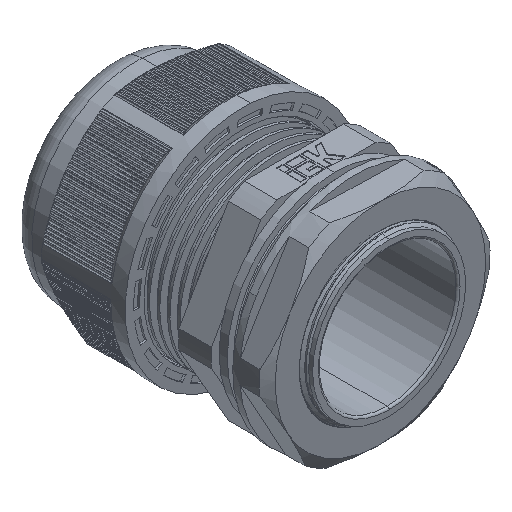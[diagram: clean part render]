
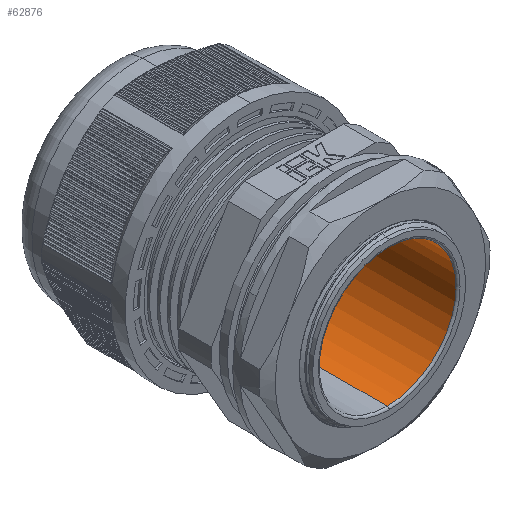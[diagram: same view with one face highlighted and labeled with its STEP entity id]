
A CAD part, isometric view. The second image highlights one B-rep face of the part: STEP entity #62876.
In plain terms, the highlighted cylindrical face has radius 17 mm (diameter 34 mm), a partial arc.
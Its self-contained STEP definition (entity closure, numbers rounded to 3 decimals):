
#183 = CARTESIAN_POINT ( 'NONE',  ( 0., 0.5, 0. ) ) ;
#2156 = DIRECTION ( 'NONE',  ( 0., 0., -1. ) ) ;
#7018 = CARTESIAN_POINT ( 'NONE',  ( 0., 37.5, 0. ) ) ;
#11638 = ORIENTED_EDGE ( 'NONE', *, *, #67531, .T. ) ;
#12254 = ORIENTED_EDGE ( 'NONE', *, *, #18368, .F. ) ;
#12318 = AXIS2_PLACEMENT_3D ( 'NONE', #7018, #63964, #13811 ) ;
#13811 = DIRECTION ( 'NONE',  ( 0., 0., -1. ) ) ;
#17759 = CARTESIAN_POINT ( 'NONE',  ( 0., 0.5, -17. ) ) ;
#18368 = EDGE_CURVE ( 'NONE', #19212, #26853, #60289, .T. ) ;
#18451 = CARTESIAN_POINT ( 'NONE',  ( 0., 37.5, -17. ) ) ;
#19212 = VERTEX_POINT ( 'NONE', #40526 ) ;
#22646 = AXIS2_PLACEMENT_3D ( 'NONE', #33664, #59554, #27273 ) ;
#25963 = DIRECTION ( 'NONE',  ( 0., -1., 0. ) ) ;
#26036 = DIRECTION ( 'NONE',  ( 0., -1., 0. ) ) ;
#26853 = VERTEX_POINT ( 'NONE', #71732 ) ;
#27273 = DIRECTION ( 'NONE',  ( 0., 0., -1. ) ) ;
#28103 = DIRECTION ( 'NONE',  ( 0., -1., 0. ) ) ;
#32890 = CIRCLE ( 'NONE', #54540, 17. ) ;
#33664 = CARTESIAN_POINT ( 'NONE',  ( 0., 0., 0. ) ) ;
#33985 = CIRCLE ( 'NONE', #12318, 17. ) ;
#35182 = VECTOR ( 'NONE', #25963, 1000. ) ;
#35379 = CARTESIAN_POINT ( 'NONE',  ( 0., 0., -17. ) ) ;
#38150 = EDGE_CURVE ( 'NONE', #47887, #26853, #32890, .T. ) ;
#40526 = CARTESIAN_POINT ( 'NONE',  ( 0., 37.5, 17. ) ) ;
#41908 = ORIENTED_EDGE ( 'NONE', *, *, #38150, .T. ) ;
#47887 = VERTEX_POINT ( 'NONE', #17759 ) ;
#48958 = EDGE_LOOP ( 'NONE', ( #12254, #80570, #11638, #41908 ) ) ;
#50973 = EDGE_CURVE ( 'NONE', #78894, #19212, #33985, .T. ) ;
#53150 = LINE ( 'NONE', #35379, #62723 ) ;
#54540 = AXIS2_PLACEMENT_3D ( 'NONE', #183, #26036, #2156 ) ;
#59033 = CARTESIAN_POINT ( 'NONE',  ( 0., 0., 17. ) ) ;
#59554 = DIRECTION ( 'NONE',  ( 0., -1., 0. ) ) ;
#60289 = LINE ( 'NONE', #59033, #35182 ) ;
#62723 = VECTOR ( 'NONE', #28103, 1000. ) ;
#62876 = ADVANCED_FACE ( 'NONE', ( #83464 ), #66759, .F. ) ;
#63964 = DIRECTION ( 'NONE',  ( 0., -1., 0. ) ) ;
#66759 = CYLINDRICAL_SURFACE ( 'NONE', #22646, 17. ) ;
#67531 = EDGE_CURVE ( 'NONE', #78894, #47887, #53150, .T. ) ;
#71732 = CARTESIAN_POINT ( 'NONE',  ( 0., 0.5, 17. ) ) ;
#78894 = VERTEX_POINT ( 'NONE', #18451 ) ;
#80570 = ORIENTED_EDGE ( 'NONE', *, *, #50973, .F. ) ;
#83464 = FACE_OUTER_BOUND ( 'NONE', #48958, .T. ) ;
